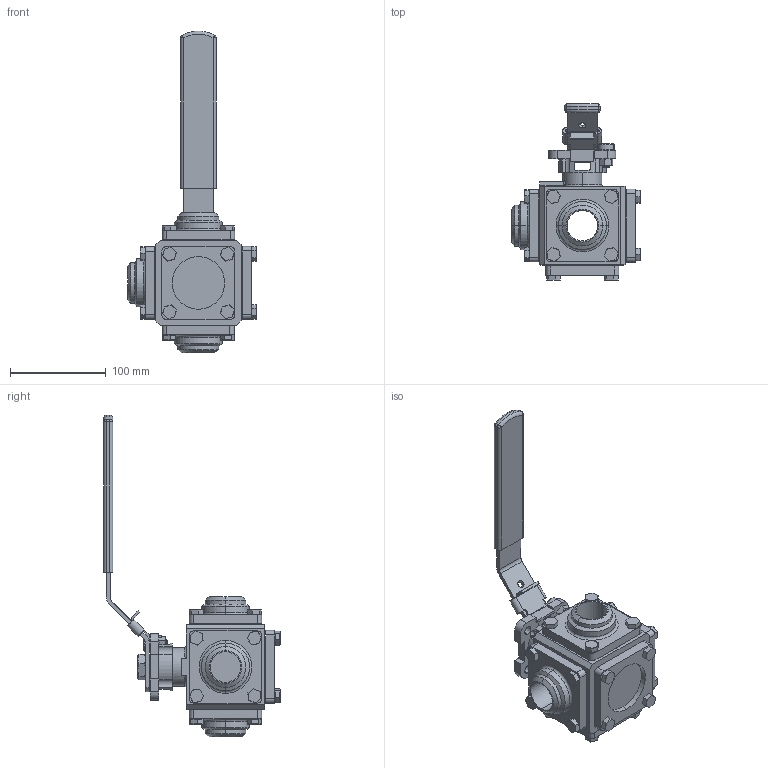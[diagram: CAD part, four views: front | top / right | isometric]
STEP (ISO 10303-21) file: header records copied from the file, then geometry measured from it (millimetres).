
FILE_DESCRIPTION (( 'STEP AP214' ), '1' );
FILE_NAME ('33-BW-0125-XXX.step', '2019-09-30T20:14:02', ( '' ), ( '' ), 'SwSTEP 2.0', 'SolidWorks 2019', '' );
FILE_SCHEMA (( 'AUTOMOTIVE_DESIGN' ));
Length unit declared in the file: inch
Products named in the file (2): 33-BW-0125-XXX
Bounding box: 134.57 x 184.11 x 335.83 mm (x, y, z)
Surface area: 152458.9 mm2 (no closed solid volume)
Topology: 0 solids, 38 shells, 573 faces, 1566 edges, 1019 vertices
Faces by surface type: plane 409, cylinder 115, cone 32, torus 11, sphere 4, bspline 2
Entity records: 25729 total; most frequent: CARTESIAN_POINT 3794, DIRECTION 3044, ORIENTED_EDGE 2695, EDGE_CURVE 1562, VECTOR 1110, LINE 1110, VERTEX_POINT 1019, AXIS2_PLACEMENT_3D 967
